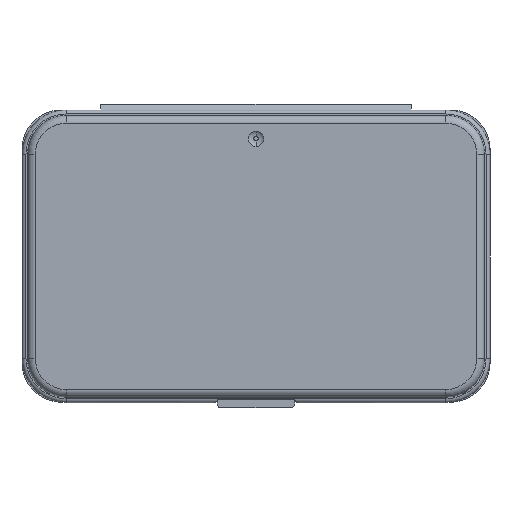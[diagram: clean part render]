
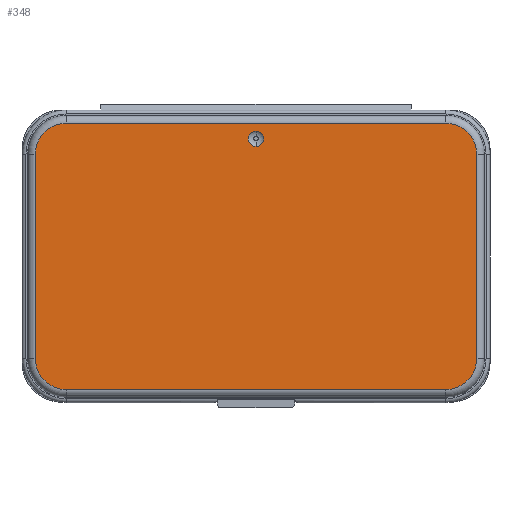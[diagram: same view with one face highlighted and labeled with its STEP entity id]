
A CAD part, front view. The second image highlights one B-rep face of the part: STEP entity #348.
In plain terms, the highlighted planar face has unit normal (0, -1, 0).
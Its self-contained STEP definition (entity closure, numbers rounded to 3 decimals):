
#195 = CARTESIAN_POINT ( 'NONE',  ( -48.95, 0., 26.35 ) ) ;
#348 = ADVANCED_FACE ( 'NONE', ( #4256, #6467 ), #8743, .T. ) ;
#461 = ORIENTED_EDGE ( 'NONE', *, *, #2085, .F. ) ;
#671 = DIRECTION ( 'NONE',  ( 0., 0., -1. ) ) ;
#773 = DIRECTION ( 'NONE',  ( 0., 0., -1. ) ) ;
#876 = DIRECTION ( 'NONE',  ( 0., -1., 0. ) ) ;
#929 = ORIENTED_EDGE ( 'NONE', *, *, #3855, .F. ) ;
#1078 = EDGE_CURVE ( 'NONE', #1905, #1231, #2923, .T. ) ;
#1088 = CIRCLE ( 'NONE', #2339, 2. ) ;
#1102 = CARTESIAN_POINT ( 'NONE',  ( -48.95, 0., 34.35 ) ) ;
#1175 = CARTESIAN_POINT ( 'NONE',  ( 0., 0., 32.35 ) ) ;
#1231 = VERTEX_POINT ( 'NONE', #1102 ) ;
#1400 = AXIS2_PLACEMENT_3D ( 'NONE', #8177, #9070, #2313 ) ;
#1511 = VECTOR ( 'NONE', #8098, 1000. ) ;
#1557 = DIRECTION ( 'NONE',  ( 0., 1., 0. ) ) ;
#1720 = DIRECTION ( 'NONE',  ( 0., 1., 0. ) ) ;
#1905 = VERTEX_POINT ( 'NONE', #3747 ) ;
#1921 = EDGE_CURVE ( 'NONE', #5246, #1231, #6086, .T. ) ;
#2085 = EDGE_CURVE ( 'NONE', #1905, #6701, #4488, .T. ) ;
#2108 = CARTESIAN_POINT ( 'NONE',  ( 0., 0., 30.35 ) ) ;
#2313 = DIRECTION ( 'NONE',  ( 0., 0., -1. ) ) ;
#2339 = AXIS2_PLACEMENT_3D ( 'NONE', #2108, #5405, #671 ) ;
#2441 = LINE ( 'NONE', #7727, #9044 ) ;
#2545 = LINE ( 'NONE', #3429, #9186 ) ;
#2923 = LINE ( 'NONE', #7963, #1511 ) ;
#3152 = CIRCLE ( 'NONE', #1400, 8. ) ;
#3171 = CARTESIAN_POINT ( 'NONE',  ( -56.95, 0., 26.35 ) ) ;
#3429 = CARTESIAN_POINT ( 'NONE',  ( 56.95, 0., 36.35 ) ) ;
#3552 = CIRCLE ( 'NONE', #4192, 2. ) ;
#3645 = VERTEX_POINT ( 'NONE', #7753 ) ;
#3689 = ORIENTED_EDGE ( 'NONE', *, *, #5953, .T. ) ;
#3743 = DIRECTION ( 'NONE',  ( 0., 1., 0. ) ) ;
#3747 = CARTESIAN_POINT ( 'NONE',  ( 48.95, 0., 34.35 ) ) ;
#3855 = EDGE_CURVE ( 'NONE', #8418, #3645, #1088, .T. ) ;
#3905 = CARTESIAN_POINT ( 'NONE',  ( 48.95, 0., -34.35 ) ) ;
#3982 = CARTESIAN_POINT ( 'NONE',  ( 56.95, 0., -26.35 ) ) ;
#4052 = AXIS2_PLACEMENT_3D ( 'NONE', #195, #1720, #5417 ) ;
#4107 = EDGE_CURVE ( 'NONE', #4117, #6701, #2545, .T. ) ;
#4117 = VERTEX_POINT ( 'NONE', #3982 ) ;
#4192 = AXIS2_PLACEMENT_3D ( 'NONE', #4634, #876, #6899 ) ;
#4211 = ORIENTED_EDGE ( 'NONE', *, *, #8673, .F. ) ;
#4256 = FACE_BOUND ( 'NONE', #5190, .T. ) ;
#4488 = CIRCLE ( 'NONE', #5434, 8. ) ;
#4499 = CARTESIAN_POINT ( 'NONE',  ( 56.95, 0., 26.35 ) ) ;
#4577 = DIRECTION ( 'NONE',  ( 0., 0., -1. ) ) ;
#4634 = CARTESIAN_POINT ( 'NONE',  ( 0., 0., 30.35 ) ) ;
#4729 = DIRECTION ( 'NONE',  ( 0., 0., 1. ) ) ;
#4902 = EDGE_CURVE ( 'NONE', #5246, #5694, #2441, .T. ) ;
#4913 = EDGE_LOOP ( 'NONE', ( #461, #9641, #7969, #5340, #6116, #3689, #7189, #9484 ) ) ;
#5190 = EDGE_LOOP ( 'NONE', ( #929, #4211 ) ) ;
#5246 = VERTEX_POINT ( 'NONE', #3171 ) ;
#5340 = ORIENTED_EDGE ( 'NONE', *, *, #4902, .T. ) ;
#5369 = EDGE_CURVE ( 'NONE', #4117, #5491, #5418, .T. ) ;
#5405 = DIRECTION ( 'NONE',  ( 0., -1., 0. ) ) ;
#5417 = DIRECTION ( 'NONE',  ( 0., 0., -1. ) ) ;
#5418 = CIRCLE ( 'NONE', #6666, 8. ) ;
#5434 = AXIS2_PLACEMENT_3D ( 'NONE', #6787, #1557, #4577 ) ;
#5491 = VERTEX_POINT ( 'NONE', #3905 ) ;
#5522 = CARTESIAN_POINT ( 'NONE',  ( 58.95, 0., -34.35 ) ) ;
#5549 = DIRECTION ( 'NONE',  ( 0., 0., -1. ) ) ;
#5671 = VECTOR ( 'NONE', #9227, 1000. ) ;
#5694 = VERTEX_POINT ( 'NONE', #6643 ) ;
#5756 = EDGE_CURVE ( 'NONE', #7200, #5694, #3152, .T. ) ;
#5779 = DIRECTION ( 'NONE',  ( 0., 0., -1. ) ) ;
#5953 = EDGE_CURVE ( 'NONE', #7200, #5491, #7746, .T. ) ;
#6052 = CARTESIAN_POINT ( 'NONE',  ( -48.95, 0., -34.35 ) ) ;
#6086 = CIRCLE ( 'NONE', #4052, 8. ) ;
#6106 = CARTESIAN_POINT ( 'NONE',  ( 48.95, 0., -26.35 ) ) ;
#6116 = ORIENTED_EDGE ( 'NONE', *, *, #5756, .F. ) ;
#6467 = FACE_OUTER_BOUND ( 'NONE', #4913, .T. ) ;
#6516 = DIRECTION ( 'NONE',  ( 0., -1., 0. ) ) ;
#6643 = CARTESIAN_POINT ( 'NONE',  ( -56.95, 0., -26.35 ) ) ;
#6666 = AXIS2_PLACEMENT_3D ( 'NONE', #6106, #3743, #773 ) ;
#6701 = VERTEX_POINT ( 'NONE', #4499 ) ;
#6787 = CARTESIAN_POINT ( 'NONE',  ( 48.95, 0., 26.35 ) ) ;
#6899 = DIRECTION ( 'NONE',  ( 0., 0., -1. ) ) ;
#7189 = ORIENTED_EDGE ( 'NONE', *, *, #5369, .F. ) ;
#7200 = VERTEX_POINT ( 'NONE', #6052 ) ;
#7680 = AXIS2_PLACEMENT_3D ( 'NONE', #8091, #6516, #5779 ) ;
#7727 = CARTESIAN_POINT ( 'NONE',  ( -56.95, 0., -36.35 ) ) ;
#7746 = LINE ( 'NONE', #5522, #5671 ) ;
#7753 = CARTESIAN_POINT ( 'NONE',  ( 0., 0., 28.35 ) ) ;
#7963 = CARTESIAN_POINT ( 'NONE',  ( -58.95, 0., 34.35 ) ) ;
#7969 = ORIENTED_EDGE ( 'NONE', *, *, #1921, .F. ) ;
#8091 = CARTESIAN_POINT ( 'NONE',  ( 0., 0., 0. ) ) ;
#8098 = DIRECTION ( 'NONE',  ( -1., 0., 0. ) ) ;
#8177 = CARTESIAN_POINT ( 'NONE',  ( -48.95, 0., -26.35 ) ) ;
#8418 = VERTEX_POINT ( 'NONE', #1175 ) ;
#8673 = EDGE_CURVE ( 'NONE', #3645, #8418, #3552, .T. ) ;
#8743 = PLANE ( 'NONE',  #7680 ) ;
#9044 = VECTOR ( 'NONE', #5549, 1000. ) ;
#9070 = DIRECTION ( 'NONE',  ( 0., 1., 0. ) ) ;
#9186 = VECTOR ( 'NONE', #4729, 1000. ) ;
#9227 = DIRECTION ( 'NONE',  ( 1., 0., 0. ) ) ;
#9484 = ORIENTED_EDGE ( 'NONE', *, *, #4107, .T. ) ;
#9641 = ORIENTED_EDGE ( 'NONE', *, *, #1078, .T. ) ;
